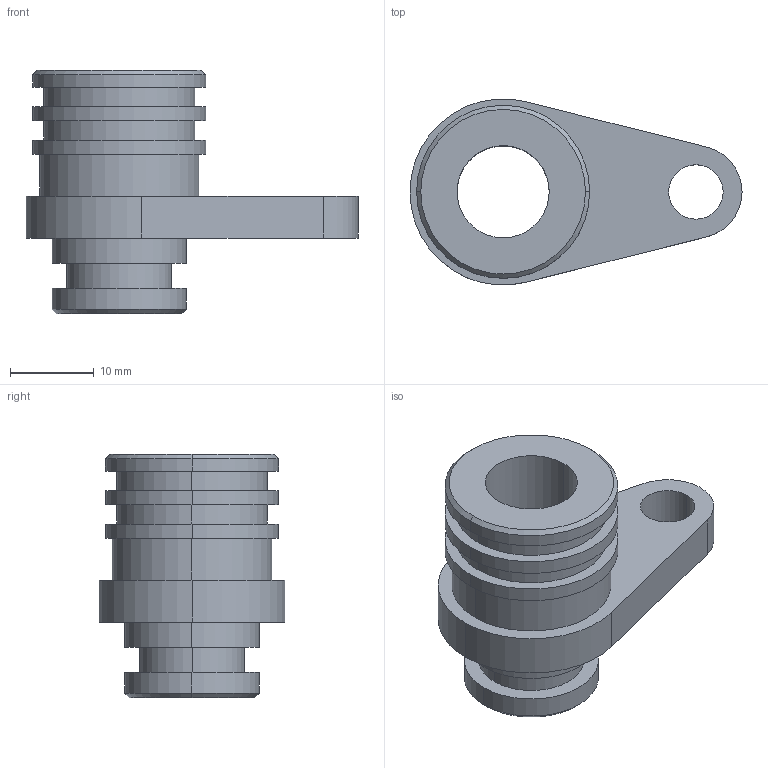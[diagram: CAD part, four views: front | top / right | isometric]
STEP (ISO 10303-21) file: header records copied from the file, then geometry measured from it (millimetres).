
FILE_DESCRIPTION (( 'STEP AP214' ), '1' );
FILE_NAME ('Raccord moteur 1 Wingins.STEP', '2023-07-04T09:33:30', ( '' ), ( '' ), 'SwSTEP 2.0', 'SolidWorks 2023', '' );
FILE_SCHEMA (( 'AUTOMOTIVE_DESIGN' ));
Length unit declared in the file: millimetre
Products named in the file (1): Raccord moteur 1 Wingins
Bounding box: 39.61 x 22.15 x 29 mm (x, y, z)
Volume: 6210.3 mm3; surface area: 4490.8 mm2
Topology: 1 solids, 1 shells, 42 faces, 89 edges, 58 vertices
Faces by surface type: cylinder 25, plane 13, cone 4
Entity records: 1186 total; most frequent: DIRECTION 229, CARTESIAN_POINT 190, ORIENTED_EDGE 178, AXIS2_PLACEMENT_3D 97, EDGE_CURVE 89, VERTEX_POINT 58, EDGE_LOOP 55, CIRCLE 54
